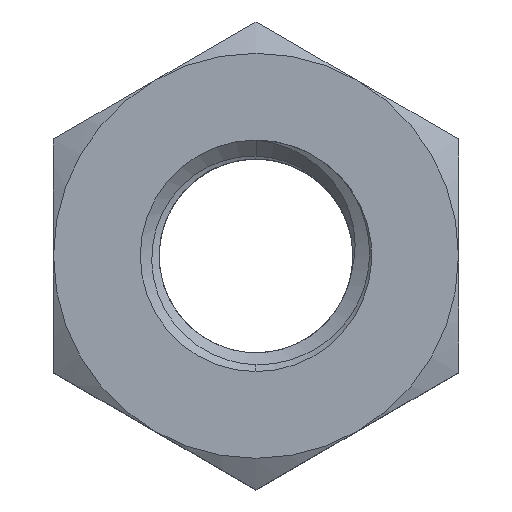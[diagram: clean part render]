
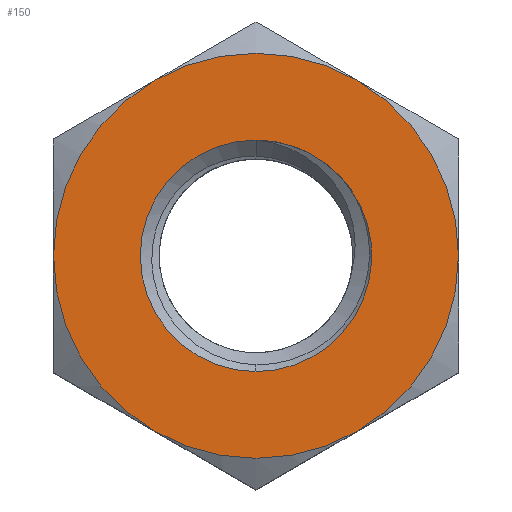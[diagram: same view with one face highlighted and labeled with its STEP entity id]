
A CAD part, top view. The second image highlights one B-rep face of the part: STEP entity #150.
In plain terms, the highlighted planar face has unit normal (0, 0, 1).
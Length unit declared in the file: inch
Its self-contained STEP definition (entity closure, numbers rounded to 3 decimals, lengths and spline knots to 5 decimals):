
#23 = DIRECTION ( 'NONE',  ( 0., 0., 1. ) ) ;
#30 = EDGE_CURVE ( 'NONE', #128, #2064, #1911, .T. ) ;
#49 = EDGE_CURVE ( 'NONE', #278, #1534, #969, .T. ) ;
#52 = DIRECTION ( 'NONE',  ( 0., 0., 1. ) ) ;
#111 = FACE_BOUND ( 'NONE', #312, .T. ) ;
#118 = AXIS2_PLACEMENT_3D ( 'NONE', #2605, #2441, #2001 ) ;
#128 = VERTEX_POINT ( 'NONE', #1427 ) ;
#150 = ADVANCED_FACE ( 'NONE', ( #111, #1669 ), #2676, .T. ) ;
#186 = VERTEX_POINT ( 'NONE', #2617 ) ;
#190 = EDGE_CURVE ( 'NONE', #1534, #1733, #2532, .T. ) ;
#278 = VERTEX_POINT ( 'NONE', #2197 ) ;
#293 = EDGE_CURVE ( 'NONE', #2064, #2378, #734, .T. ) ;
#312 = EDGE_LOOP ( 'NONE', ( #2111, #518, #1098 ) ) ;
#314 = CARTESIAN_POINT ( 'NONE',  ( 0.21875, 0., 0.10938 ) ) ;
#326 = AXIS2_PLACEMENT_3D ( 'NONE', #2354, #23, #1290 ) ;
#483 = ORIENTED_EDGE ( 'NONE', *, *, #1973, .T. ) ;
#493 = CIRCLE ( 'NONE', #930, 0.21875 ) ;
#494 = DIRECTION ( 'NONE',  ( 0., 0., 1. ) ) ;
#504 = CARTESIAN_POINT ( 'NONE',  ( 0., 0., 0.10938 ) ) ;
#518 = ORIENTED_EDGE ( 'NONE', *, *, #293, .F. ) ;
#553 = ORIENTED_EDGE ( 'NONE', *, *, #190, .T. ) ;
#595 = DIRECTION ( 'NONE',  ( 0., 0., 1. ) ) ;
#599 = CARTESIAN_POINT ( 'NONE',  ( 0.10937, 0.18944, 0.10938 ) ) ;
#684 = ORIENTED_EDGE ( 'NONE', *, *, #2613, .T. ) ;
#688 = ORIENTED_EDGE ( 'NONE', *, *, #1902, .T. ) ;
#718 = DIRECTION ( 'NONE',  ( 1., 0., 0. ) ) ;
#726 = CIRCLE ( 'NONE', #1553, 0.21875 ) ;
#734 = CIRCLE ( 'NONE', #1675, 0.125 ) ;
#807 = AXIS2_PLACEMENT_3D ( 'NONE', #2595, #52, #1134 ) ;
#845 = DIRECTION ( 'NONE',  ( 1., 0., 0. ) ) ;
#930 = AXIS2_PLACEMENT_3D ( 'NONE', #2353, #1491, #845 ) ;
#969 = CIRCLE ( 'NONE', #807, 0.21875 ) ;
#1073 = EDGE_CURVE ( 'NONE', #1733, #1451, #2694, .T. ) ;
#1098 = ORIENTED_EDGE ( 'NONE', *, *, #30, .F. ) ;
#1134 = DIRECTION ( 'NONE',  ( 1., 0., 0. ) ) ;
#1209 = CARTESIAN_POINT ( 'NONE',  ( 0., 0., 0.10938 ) ) ;
#1213 = CARTESIAN_POINT ( 'NONE',  ( -0.21875, 0.1263, 0.10938 ) ) ;
#1249 = VERTEX_POINT ( 'NONE', #2448 ) ;
#1290 = DIRECTION ( 'NONE',  ( 1., 0., 0. ) ) ;
#1307 = DIRECTION ( 'NONE',  ( 0., 0., 1. ) ) ;
#1327 = CIRCLE ( 'NONE', #2707, 0.21875 ) ;
#1406 = ORIENTED_EDGE ( 'NONE', *, *, #49, .T. ) ;
#1414 = DIRECTION ( 'NONE',  ( 0., 0., 1. ) ) ;
#1424 = DIRECTION ( 'NONE',  ( 1., 0., 0. ) ) ;
#1427 = CARTESIAN_POINT ( 'NONE',  ( 0., 0.125, 0.10938 ) ) ;
#1451 = VERTEX_POINT ( 'NONE', #2594 ) ;
#1457 = EDGE_LOOP ( 'NONE', ( #1406, #553, #2127, #483, #688, #684 ) ) ;
#1491 = DIRECTION ( 'NONE',  ( 0., 0., 1. ) ) ;
#1534 = VERTEX_POINT ( 'NONE', #314 ) ;
#1553 = AXIS2_PLACEMENT_3D ( 'NONE', #2570, #1307, #1712 ) ;
#1568 = AXIS2_PLACEMENT_3D ( 'NONE', #1213, #2698, #1861 ) ;
#1625 = AXIS2_PLACEMENT_3D ( 'NONE', #504, #494, #718 ) ;
#1669 = FACE_OUTER_BOUND ( 'NONE', #1457, .T. ) ;
#1675 = AXIS2_PLACEMENT_3D ( 'NONE', #1753, #2188, #2404 ) ;
#1712 = DIRECTION ( 'NONE',  ( 1., 0., 0. ) ) ;
#1733 = VERTEX_POINT ( 'NONE', #599 ) ;
#1753 = CARTESIAN_POINT ( 'NONE',  ( 0., 0., 0.10938 ) ) ;
#1861 = DIRECTION ( 'NONE',  ( 1., 0., 0. ) ) ;
#1902 = EDGE_CURVE ( 'NONE', #1249, #186, #493, .T. ) ;
#1911 = CIRCLE ( 'NONE', #326, 0.125 ) ;
#1973 = EDGE_CURVE ( 'NONE', #1451, #1249, #726, .T. ) ;
#2001 = DIRECTION ( 'NONE',  ( 1., 0., 0. ) ) ;
#2064 = VERTEX_POINT ( 'NONE', #2151 ) ;
#2111 = ORIENTED_EDGE ( 'NONE', *, *, #2397, .F. ) ;
#2127 = ORIENTED_EDGE ( 'NONE', *, *, #1073, .T. ) ;
#2151 = CARTESIAN_POINT ( 'NONE',  ( 0., -0.125, 0.10938 ) ) ;
#2188 = DIRECTION ( 'NONE',  ( 0., 0., 1. ) ) ;
#2197 = CARTESIAN_POINT ( 'NONE',  ( 0.10937, -0.18944, 0.10938 ) ) ;
#2234 = AXIS2_PLACEMENT_3D ( 'NONE', #2682, #1414, #2447 ) ;
#2243 = CARTESIAN_POINT ( 'NONE',  ( 0.08839, 0.08839, 0.10937 ) ) ;
#2353 = CARTESIAN_POINT ( 'NONE',  ( 0., 0., 0.10938 ) ) ;
#2354 = CARTESIAN_POINT ( 'NONE',  ( 0., 0., 0.10938 ) ) ;
#2378 = VERTEX_POINT ( 'NONE', #2243 ) ;
#2397 = EDGE_CURVE ( 'NONE', #2378, #128, #2433, .T. ) ;
#2404 = DIRECTION ( 'NONE',  ( 1., 0., 0. ) ) ;
#2433 = CIRCLE ( 'NONE', #2234, 0.125 ) ;
#2441 = DIRECTION ( 'NONE',  ( 0., 0., 1. ) ) ;
#2447 = DIRECTION ( 'NONE',  ( 1., 0., 0. ) ) ;
#2448 = CARTESIAN_POINT ( 'NONE',  ( -0.21875, 0., 0.10938 ) ) ;
#2532 = CIRCLE ( 'NONE', #1625, 0.21875 ) ;
#2570 = CARTESIAN_POINT ( 'NONE',  ( 0., 0., 0.10938 ) ) ;
#2594 = CARTESIAN_POINT ( 'NONE',  ( -0.10938, 0.18944, 0.10938 ) ) ;
#2595 = CARTESIAN_POINT ( 'NONE',  ( 0., 0., 0.10938 ) ) ;
#2605 = CARTESIAN_POINT ( 'NONE',  ( 0., 0., 0.10938 ) ) ;
#2613 = EDGE_CURVE ( 'NONE', #186, #278, #1327, .T. ) ;
#2617 = CARTESIAN_POINT ( 'NONE',  ( -0.10937, -0.18944, 0.10938 ) ) ;
#2676 = PLANE ( 'NONE',  #1568 ) ;
#2682 = CARTESIAN_POINT ( 'NONE',  ( 0., 0., 0.10938 ) ) ;
#2694 = CIRCLE ( 'NONE', #118, 0.21875 ) ;
#2698 = DIRECTION ( 'NONE',  ( 0., 0., 1. ) ) ;
#2707 = AXIS2_PLACEMENT_3D ( 'NONE', #1209, #595, #1424 ) ;
